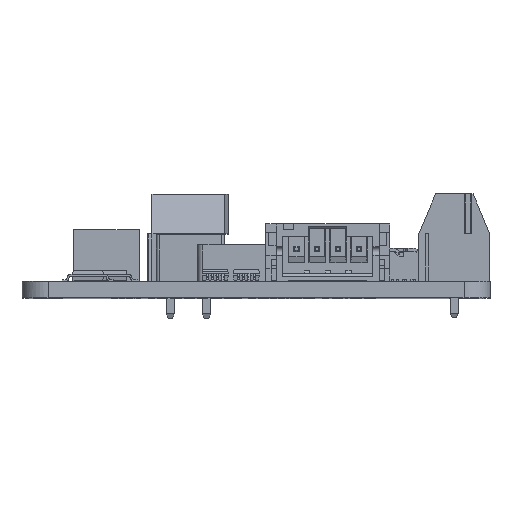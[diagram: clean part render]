
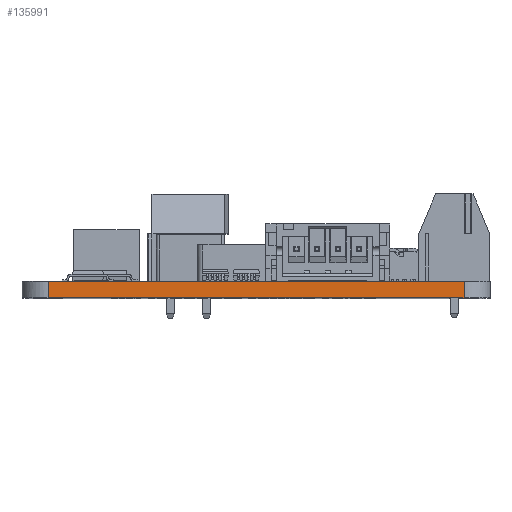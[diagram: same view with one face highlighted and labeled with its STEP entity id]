
A CAD part, top view. The second image highlights one B-rep face of the part: STEP entity #135991.
In plain terms, the highlighted free-form (B-spline) face has degree [1, 1] with [2, 2] control points.
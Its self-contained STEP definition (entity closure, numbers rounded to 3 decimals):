
#78596 = VERTEX_POINT('',#78597);
#78597 = CARTESIAN_POINT('',(17.984,-1.439,
    17.98));
#78603 = EDGE_CURVE('',#78596,#78604,#78606,.T.);
#78604 = VERTEX_POINT('',#78605);
#78605 = CARTESIAN_POINT('',(-17.984,-1.439,
    17.98));
#78606 = B_SPLINE_CURVE_WITH_KNOTS('',1,(#78607,#78608),.UNSPECIFIED.,
  .F.,.F.,(2,2),(0.,40.),.PIECEWISE_BEZIER_KNOTS.);
#78607 = CARTESIAN_POINT('',(17.984,-1.439,
    17.98));
#78608 = CARTESIAN_POINT('',(-17.984,-1.439,
    17.98));
#130804 = VERTEX_POINT('',#130805);
#130805 = CARTESIAN_POINT('',(-17.984,0.,17.98));
#130811 = EDGE_CURVE('',#130812,#130804,#130814,.T.);
#130812 = VERTEX_POINT('',#130813);
#130813 = CARTESIAN_POINT('',(17.984,0.,17.98));
#130814 = B_SPLINE_CURVE_WITH_KNOTS('',1,(#130815,#130816),
  .UNSPECIFIED.,.F.,.F.,(2,2),(0.,40.),.PIECEWISE_BEZIER_KNOTS.);
#130815 = CARTESIAN_POINT('',(17.984,0.,17.98));
#130816 = CARTESIAN_POINT('',(-17.984,0.,17.98));
#135980 = EDGE_CURVE('',#130804,#78604,#135981,.T.);
#135981 = B_SPLINE_CURVE_WITH_KNOTS('',1,(#135982,#135983),
  .UNSPECIFIED.,.F.,.F.,(2,2),(0.,1.6),.PIECEWISE_BEZIER_KNOTS.);
#135982 = CARTESIAN_POINT('',(-17.984,0.,17.98));
#135983 = CARTESIAN_POINT('',(-17.984,-1.439,
    17.98));
#135991 = ADVANCED_FACE('',(#135992),#136002,.T.);
#135992 = FACE_BOUND('',#135993,.T.);
#135993 = EDGE_LOOP('',(#135994,#135995,#135996,#135997));
#135994 = ORIENTED_EDGE('',*,*,#130811,.T.);
#135995 = ORIENTED_EDGE('',*,*,#135980,.T.);
#135996 = ORIENTED_EDGE('',*,*,#78603,.F.);
#135997 = ORIENTED_EDGE('',*,*,#135998,.F.);
#135998 = EDGE_CURVE('',#130812,#78596,#135999,.T.);
#135999 = B_SPLINE_CURVE_WITH_KNOTS('',1,(#136000,#136001),
  .UNSPECIFIED.,.F.,.F.,(2,2),(0.,1.6),.PIECEWISE_BEZIER_KNOTS.);
#136000 = CARTESIAN_POINT('',(17.984,0.,17.98));
#136001 = CARTESIAN_POINT('',(17.984,-1.439,
    17.98));
#136002 = B_SPLINE_SURFACE_WITH_KNOTS('',1,1,(
    (#136003,#136004)
    ,(#136005,#136006
    )),.UNSPECIFIED.,.F.,.F.,.F.,(2,2),(2,2),(0.,40.),(0.,1.6),
  .PIECEWISE_BEZIER_KNOTS.);
#136003 = CARTESIAN_POINT('',(17.984,0.,17.98));
#136004 = CARTESIAN_POINT('',(17.984,-1.439,
    17.98));
#136005 = CARTESIAN_POINT('',(-17.984,0.,17.98));
#136006 = CARTESIAN_POINT('',(-17.984,-1.439,
    17.98));
